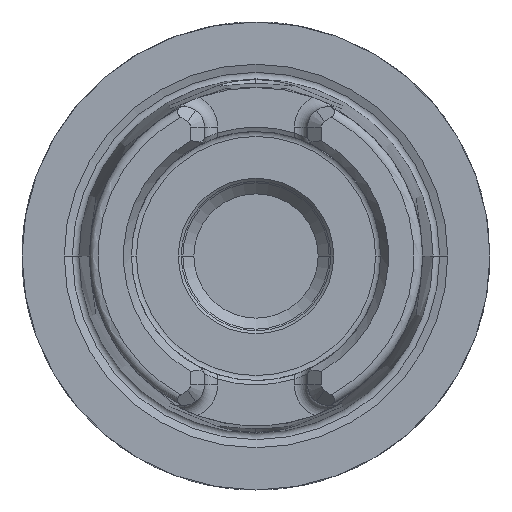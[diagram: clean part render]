
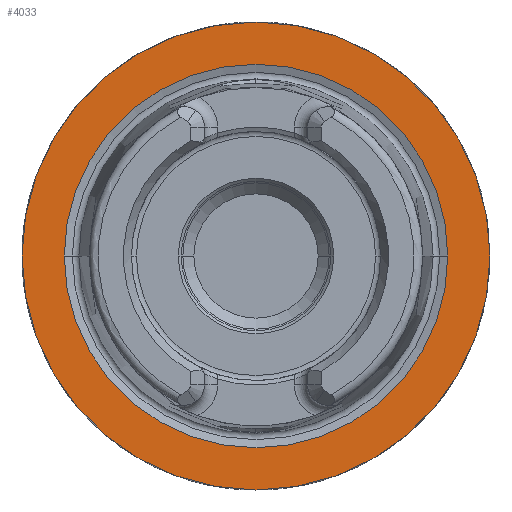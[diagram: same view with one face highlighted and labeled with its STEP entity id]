
A CAD part, left-side view. The second image highlights one B-rep face of the part: STEP entity #4033.
In plain terms, the highlighted planar face has unit normal (-1, 0, 0).
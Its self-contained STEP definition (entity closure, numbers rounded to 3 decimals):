
#652=CARTESIAN_POINT('',(0.,0.,0.));
#653=DIRECTION('',(1.,0.,0.));
#654=DIRECTION('',(0.,1.,0.));
#655=AXIS2_PLACEMENT_3D('',#652,#653,#654);
#657=CARTESIAN_POINT('',(0.,0.,0.));
#658=DIRECTION('',(-1.,0.,0.));
#659=DIRECTION('',(0.,1.,0.));
#660=AXIS2_PLACEMENT_3D('',#657,#658,#659);
#662=CARTESIAN_POINT('',(0.,0.,0.));
#663=DIRECTION('',(-1.,0.,0.));
#664=DIRECTION('',(0.,-1.,0.));
#665=AXIS2_PLACEMENT_3D('',#662,#663,#664);
#667=CARTESIAN_POINT('',(0.,0.,0.));
#668=DIRECTION('',(-1.,0.,0.));
#669=DIRECTION('',(0.,1.,0.));
#670=AXIS2_PLACEMENT_3D('',#667,#668,#669);
#2851=CARTESIAN_POINT('',(0.,-13.114,0.));
#2852=VERTEX_POINT('',#2851);
#2853=CARTESIAN_POINT('',(0.,13.114,0.));
#2854=VERTEX_POINT('',#2853);
#3184=CARTESIAN_POINT('',(0.,16.,0.));
#3185=CARTESIAN_POINT('',(0.,-16.,0.));
#3186=VERTEX_POINT('',#3184);
#3187=VERTEX_POINT('',#3185);
#4018=CARTESIAN_POINT('',(0.,0.,0.));
#4019=DIRECTION('',(1.,0.,0.));
#4020=DIRECTION('',(0.,-1.,0.));
#4021=AXIS2_PLACEMENT_3D('',#4018,#4019,#4020);
#4022=PLANE('',#4021);
#4024=ORIENTED_EDGE('',*,*,#4023,.T.);
#4026=ORIENTED_EDGE('',*,*,#4025,.F.);
#4027=EDGE_LOOP('',(#4024,#4026));
#4028=FACE_OUTER_BOUND('',#4027,.F.);
#4029=ORIENTED_EDGE('',*,*,#4013,.T.);
#4030=ORIENTED_EDGE('',*,*,#3997,.T.);
#4031=EDGE_LOOP('',(#4029,#4030));
#4032=FACE_BOUND('',#4031,.F.);
#4033=ADVANCED_FACE('',(#4028,#4032),#4022,.F.);
#656=CIRCLE('',#655,16.);
#661=CIRCLE('',#660,16.);
#666=CIRCLE('',#665,13.114);
#671=CIRCLE('',#670,13.114);
#3997=EDGE_CURVE('',#2854,#2852,#671,.T.);
#4013=EDGE_CURVE('',#2852,#2854,#666,.T.);
#4023=EDGE_CURVE('',#3186,#3187,#656,.T.);
#4025=EDGE_CURVE('',#3186,#3187,#661,.T.);
